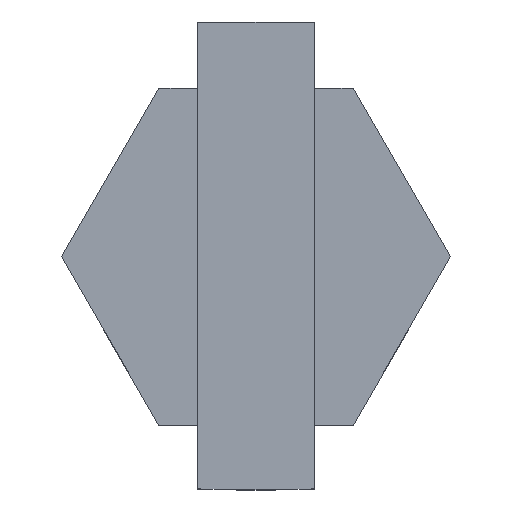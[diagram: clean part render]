
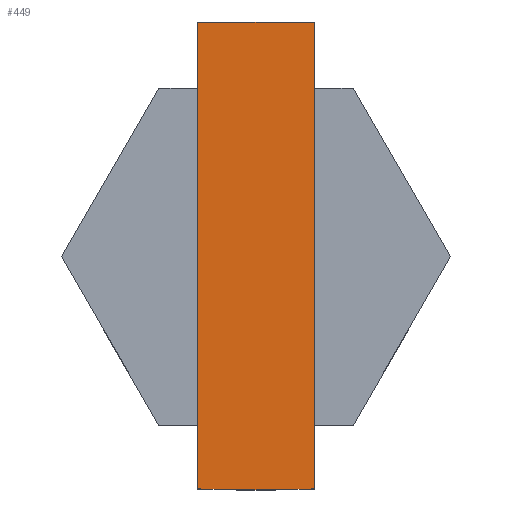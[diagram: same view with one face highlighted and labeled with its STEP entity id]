
A CAD part, top view. The second image highlights one B-rep face of the part: STEP entity #449.
In plain terms, the highlighted planar face has unit normal (0, 0, 1).
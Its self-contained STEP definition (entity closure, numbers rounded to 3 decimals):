
#323 = VERTEX_POINT('',#324);
#324 = CARTESIAN_POINT('',(1.5,-5.972,3.65));
#330 = EDGE_CURVE('',#323,#331,#333,.T.);
#331 = VERTEX_POINT('',#332);
#332 = CARTESIAN_POINT('',(1.5,6.028,3.65));
#333 = LINE('',#334,#335);
#334 = CARTESIAN_POINT('',(1.5,-5.972,3.65));
#335 = VECTOR('',#336,1.);
#336 = DIRECTION('',(0.,1.,0.));
#361 = EDGE_CURVE('',#331,#362,#364,.T.);
#362 = VERTEX_POINT('',#363);
#363 = CARTESIAN_POINT('',(-1.5,6.028,3.65));
#364 = LINE('',#365,#366);
#365 = CARTESIAN_POINT('',(1.5,6.028,3.65));
#366 = VECTOR('',#367,1.);
#367 = DIRECTION('',(-1.,0.,0.));
#385 = EDGE_CURVE('',#362,#386,#388,.T.);
#386 = VERTEX_POINT('',#387);
#387 = CARTESIAN_POINT('',(-1.5,-5.972,3.65));
#388 = LINE('',#389,#390);
#389 = CARTESIAN_POINT('',(-1.5,6.028,3.65));
#390 = VECTOR('',#391,1.);
#391 = DIRECTION('',(0.,-1.,0.));
#436 = EDGE_CURVE('',#386,#323,#437,.T.);
#437 = CIRCLE('',#438,40.);
#438 = AXIS2_PLACEMENT_3D('',#439,#440,#441);
#439 = CARTESIAN_POINT('',(0.,34.,3.65));
#440 = DIRECTION('',(0.,0.,1.));
#441 = DIRECTION('',(1.,0.,0.));
#449 = ADVANCED_FACE('',(#450),#456,.T.);
#450 = FACE_BOUND('',#451,.T.);
#451 = EDGE_LOOP('',(#452,#453,#454,#455));
#452 = ORIENTED_EDGE('',*,*,#385,.T.);
#453 = ORIENTED_EDGE('',*,*,#436,.T.);
#454 = ORIENTED_EDGE('',*,*,#330,.T.);
#455 = ORIENTED_EDGE('',*,*,#361,.T.);
#456 = PLANE('',#457);
#457 = AXIS2_PLACEMENT_3D('',#458,#459,#460);
#458 = CARTESIAN_POINT('',(0.,0.026,3.65));
#459 = DIRECTION('',(0.,0.,1.));
#460 = DIRECTION('',(1.,0.,0.));
